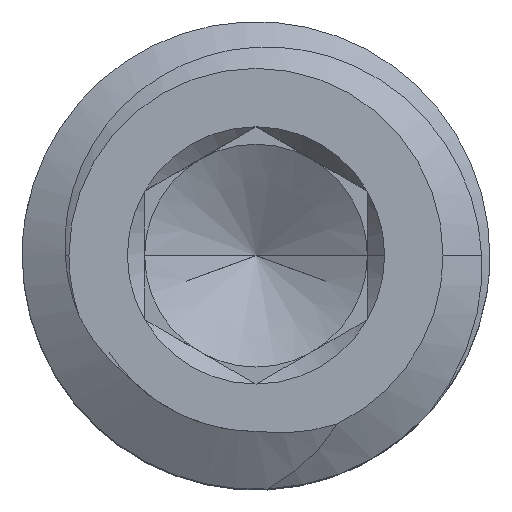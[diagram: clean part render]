
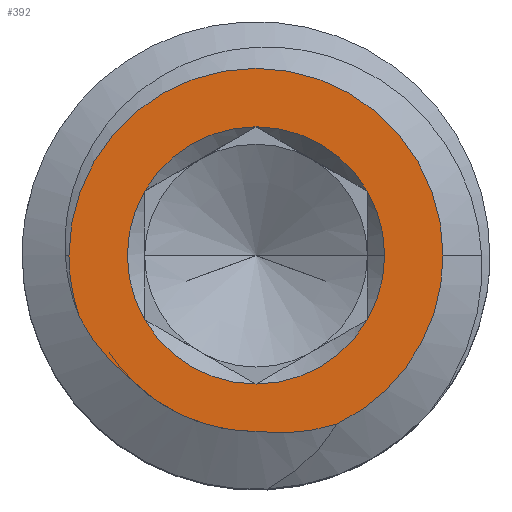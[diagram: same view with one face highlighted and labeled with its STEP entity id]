
A CAD part, top view. The second image highlights one B-rep face of the part: STEP entity #392.
In plain terms, the highlighted planar face has unit normal (0, 0, 1).
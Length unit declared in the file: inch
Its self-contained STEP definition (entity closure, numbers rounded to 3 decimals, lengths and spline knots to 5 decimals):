
#8 = VERTEX_POINT ( 'NONE', #1369 ) ;
#26 = AXIS2_PLACEMENT_3D ( 'NONE', #2673, #82, #2461 ) ;
#30 = AXIS2_PLACEMENT_3D ( 'NONE', #1543, #1320, #1444 ) ;
#41 = VERTEX_POINT ( 'NONE', #1157 ) ;
#82 = DIRECTION ( 'NONE',  ( 0., 0., 1. ) ) ;
#89 = ORIENTED_EDGE ( 'NONE', *, *, #328, .F. ) ;
#112 = PLANE ( 'NONE',  #2323 ) ;
#148 = CARTESIAN_POINT ( 'NONE',  ( -0.03906, -0.02255, 0.125 ) ) ;
#162 = ORIENTED_EDGE ( 'NONE', *, *, #1562, .F. ) ;
#176 = DIRECTION ( 'NONE',  ( -1., 0., 0. ) ) ;
#242 = CARTESIAN_POINT ( 'NONE',  ( -0.01988, -0.05855, 0.125 ) ) ;
#263 = VERTEX_POINT ( 'NONE', #148 ) ;
#304 = CARTESIAN_POINT ( 'NONE',  ( 0., 0., 0.125 ) ) ;
#307 = CIRCLE ( 'NONE', #347, 0.04511 ) ;
#328 = EDGE_CURVE ( 'NONE', #41, #8, #307, .T. ) ;
#333 = CARTESIAN_POINT ( 'NONE',  ( -0.03106, -0.05392, 0.125 ) ) ;
#344 = EDGE_CURVE ( 'NONE', #1941, #1635, #1587, .T. ) ;
#347 = AXIS2_PLACEMENT_3D ( 'NONE', #1348, #726, #1272 ) ;
#350 = EDGE_CURVE ( 'NONE', #1811, #523, #568, .T. ) ;
#363 = EDGE_CURVE ( 'NONE', #523, #2680, #1794, .T. ) ;
#392 = ADVANCED_FACE ( 'NONE', ( #822, #1998 ), #112, .T. ) ;
#397 = ORIENTED_EDGE ( 'NONE', *, *, #2474, .F. ) ;
#475 = CARTESIAN_POINT ( 'NONE',  ( 0., 0., 0.125 ) ) ;
#509 = CARTESIAN_POINT ( 'NONE',  ( 0., -0.0617, 0.125 ) ) ;
#523 = VERTEX_POINT ( 'NONE', #1659 ) ;
#560 = CARTESIAN_POINT ( 'NONE',  ( -0.03906, 0.02255, 0.125 ) ) ;
#562 = AXIS2_PLACEMENT_3D ( 'NONE', #2032, #1579, #1346 ) ;
#568 = CIRCLE ( 'NONE', #30, 0.0656 ) ;
#569 = ORIENTED_EDGE ( 'NONE', *, *, #763, .F. ) ;
#613 = EDGE_CURVE ( 'NONE', #263, #2502, #633, .T. ) ;
#618 = VERTEX_POINT ( 'NONE', #560 ) ;
#633 = CIRCLE ( 'NONE', #1825, 0.04511 ) ;
#653 = CARTESIAN_POINT ( 'NONE',  ( -0.05712, -0.02991, 0.125 ) ) ;
#656 = CARTESIAN_POINT ( 'NONE',  ( 0., -0.0617, 0.125 ) ) ;
#658 = CARTESIAN_POINT ( 'NONE',  ( 0., 0., 0.125 ) ) ;
#703 = B_SPLINE_CURVE_WITH_KNOTS ( 'NONE', 3,
 ( #509, #1714, #1165, #2485, #1530, #2305 ),
 .UNSPECIFIED., .F., .F.,
 ( 4, 2, 4 ),
 ( 0., 0.00037, 0.00073 ),
 .UNSPECIFIED. ) ;
#726 = DIRECTION ( 'NONE',  ( 0., 0., 1. ) ) ;
#736 = DIRECTION ( 'NONE',  ( 1., 0., 0. ) ) ;
#763 = EDGE_CURVE ( 'NONE', #618, #263, #2159, .T. ) ;
#769 = CARTESIAN_POINT ( 'NONE',  ( 0.04511, 0., 0.125 ) ) ;
#775 = B_SPLINE_CURVE_WITH_KNOTS ( 'NONE', 3,
 ( #2373, #789, #653, #1410, #2186, #1822 ),
 .UNSPECIFIED., .F., .F.,
 ( 4, 2, 4 ),
 ( 0.00031, 0.00067, 0.00104 ),
 .UNSPECIFIED. ) ;
#789 = CARTESIAN_POINT ( 'NONE',  ( -0.0598, -0.02581, 0.125 ) ) ;
#822 = FACE_BOUND ( 'NONE', #2583, .T. ) ;
#941 = AXIS2_PLACEMENT_3D ( 'NONE', #2624, #2274, #2549 ) ;
#952 = CARTESIAN_POINT ( 'NONE',  ( 0., 0., 0.125 ) ) ;
#978 = CARTESIAN_POINT ( 'NONE',  ( -0.06196, -0.02153, 0.125 ) ) ;
#1039 = CIRCLE ( 'NONE', #562, 0.04511 ) ;
#1155 = CIRCLE ( 'NONE', #2508, 0.04511 ) ;
#1157 = CARTESIAN_POINT ( 'NONE',  ( 0.03906, 0.02255, 0.125 ) ) ;
#1165 = CARTESIAN_POINT ( 'NONE',  ( 0.00963, -0.06243, 0.125 ) ) ;
#1170 = AXIS2_PLACEMENT_3D ( 'NONE', #2002, #2715, #736 ) ;
#1179 = CARTESIAN_POINT ( 'NONE',  ( -0.00407, -0.0617, 0.125 ) ) ;
#1187 = DIRECTION ( 'NONE',  ( 0., 0., 1. ) ) ;
#1236 = CARTESIAN_POINT ( 'NONE',  ( 0., -0.04511, 0.125 ) ) ;
#1272 = DIRECTION ( 'NONE',  ( 1., 0., 0. ) ) ;
#1283 = ORIENTED_EDGE ( 'NONE', *, *, #363, .F. ) ;
#1301 = AXIS2_PLACEMENT_3D ( 'NONE', #475, #2711, #2042 ) ;
#1320 = DIRECTION ( 'NONE',  ( 0., 0., -1. ) ) ;
#1346 = DIRECTION ( 'NONE',  ( 1., 0., 0. ) ) ;
#1348 = CARTESIAN_POINT ( 'NONE',  ( 0., 0., 0.125 ) ) ;
#1369 = CARTESIAN_POINT ( 'NONE',  ( 0., 0.04511, 0.125 ) ) ;
#1399 = VERTEX_POINT ( 'NONE', #1730 ) ;
#1401 = AXIS2_PLACEMENT_3D ( 'NONE', #304, #2589, #176 ) ;
#1410 = CARTESIAN_POINT ( 'NONE',  ( -0.05096, -0.03733, 0.125 ) ) ;
#1444 = DIRECTION ( 'NONE',  ( -1., 0., 0. ) ) ;
#1504 = EDGE_CURVE ( 'NONE', #1811, #1941, #775, .T. ) ;
#1530 = CARTESIAN_POINT ( 'NONE',  ( 0.02402, -0.06054, 0.125 ) ) ;
#1537 = CARTESIAN_POINT ( 'NONE',  ( -0.03787, -0.04939, 0.125 ) ) ;
#1541 = EDGE_CURVE ( 'NONE', #2561, #1950, #1155, .T. ) ;
#1543 = CARTESIAN_POINT ( 'NONE',  ( 0., 0., 0.125 ) ) ;
#1562 = EDGE_CURVE ( 'NONE', #1950, #41, #2550, .T. ) ;
#1579 = DIRECTION ( 'NONE',  ( 0., 0., 1. ) ) ;
#1587 = B_SPLINE_CURVE_WITH_KNOTS ( 'NONE', 3,
 ( #2404, #1537, #333, #242, #2538, #1676, #1179, #2751 ),
 .UNSPECIFIED., .F., .F.,
 ( 4, 2, 2, 4 ),
 ( 0., 0.00062, 0.00093, 0.00124 ),
 .UNSPECIFIED. ) ;
#1635 = VERTEX_POINT ( 'NONE', #656 ) ;
#1659 = CARTESIAN_POINT ( 'NONE',  ( -0.0656, 0., 0.125 ) ) ;
#1676 = CARTESIAN_POINT ( 'NONE',  ( -0.00808, -0.0613, 0.125 ) ) ;
#1681 = DIRECTION ( 'NONE',  ( 1., 0., 0. ) ) ;
#1691 = CARTESIAN_POINT ( 'NONE',  ( 0.03906, -0.02255, 0.125 ) ) ;
#1714 = CARTESIAN_POINT ( 'NONE',  ( 0.00483, -0.06234, 0.125 ) ) ;
#1730 = CARTESIAN_POINT ( 'NONE',  ( 0.02859, -0.05904, 0.125 ) ) ;
#1794 = CIRCLE ( 'NONE', #1301, 0.0656 ) ;
#1811 = VERTEX_POINT ( 'NONE', #978 ) ;
#1822 = CARTESIAN_POINT ( 'NONE',  ( -0.04363, -0.04363, 0.125 ) ) ;
#1825 = AXIS2_PLACEMENT_3D ( 'NONE', #2705, #2660, #1897 ) ;
#1849 = CARTESIAN_POINT ( 'NONE',  ( -0.04363, -0.04363, 0.125 ) ) ;
#1862 = EDGE_CURVE ( 'NONE', #1635, #1399, #703, .T. ) ;
#1867 = ORIENTED_EDGE ( 'NONE', *, *, #350, .F. ) ;
#1880 = EDGE_CURVE ( 'NONE', #8, #618, #1039, .T. ) ;
#1897 = DIRECTION ( 'NONE',  ( 1., 0., 0. ) ) ;
#1926 = CIRCLE ( 'NONE', #1170, 0.04511 ) ;
#1941 = VERTEX_POINT ( 'NONE', #1849 ) ;
#1950 = VERTEX_POINT ( 'NONE', #769 ) ;
#1955 = EDGE_LOOP ( 'NONE', ( #2368, #2008, #2184, #1283, #1867, #2336 ) ) ;
#1957 = DIRECTION ( 'NONE',  ( 0., 0., 1. ) ) ;
#1998 = FACE_OUTER_BOUND ( 'NONE', #1955, .T. ) ;
#2002 = CARTESIAN_POINT ( 'NONE',  ( 0., 0., 0.125 ) ) ;
#2008 = ORIENTED_EDGE ( 'NONE', *, *, #1862, .T. ) ;
#2018 = CARTESIAN_POINT ( 'NONE',  ( 0.0656, 0., 0.125 ) ) ;
#2022 = ORIENTED_EDGE ( 'NONE', *, *, #1541, .F. ) ;
#2032 = CARTESIAN_POINT ( 'NONE',  ( 0., 0., 0.125 ) ) ;
#2042 = DIRECTION ( 'NONE',  ( -1., 0., 0. ) ) ;
#2159 = CIRCLE ( 'NONE', #941, 0.04511 ) ;
#2184 = ORIENTED_EDGE ( 'NONE', *, *, #2303, .F. ) ;
#2186 = CARTESIAN_POINT ( 'NONE',  ( -0.04749, -0.04067, 0.125 ) ) ;
#2234 = DIRECTION ( 'NONE',  ( 1., 0., 0. ) ) ;
#2274 = DIRECTION ( 'NONE',  ( 0., 0., 1. ) ) ;
#2299 = CIRCLE ( 'NONE', #1401, 0.0656 ) ;
#2303 = EDGE_CURVE ( 'NONE', #2680, #1399, #2299, .T. ) ;
#2305 = CARTESIAN_POINT ( 'NONE',  ( 0.02859, -0.05904, 0.125 ) ) ;
#2323 = AXIS2_PLACEMENT_3D ( 'NONE', #952, #1187, #1681 ) ;
#2336 = ORIENTED_EDGE ( 'NONE', *, *, #1504, .T. ) ;
#2368 = ORIENTED_EDGE ( 'NONE', *, *, #344, .T. ) ;
#2373 = CARTESIAN_POINT ( 'NONE',  ( -0.06196, -0.02153, 0.125 ) ) ;
#2404 = CARTESIAN_POINT ( 'NONE',  ( -0.04363, -0.04363, 0.125 ) ) ;
#2461 = DIRECTION ( 'NONE',  ( 1., 0., 0. ) ) ;
#2474 = EDGE_CURVE ( 'NONE', #2502, #2561, #1926, .T. ) ;
#2485 = CARTESIAN_POINT ( 'NONE',  ( 0.01921, -0.06154, 0.125 ) ) ;
#2502 = VERTEX_POINT ( 'NONE', #1236 ) ;
#2508 = AXIS2_PLACEMENT_3D ( 'NONE', #658, #1957, #2234 ) ;
#2538 = CARTESIAN_POINT ( 'NONE',  ( -0.01596, -0.05974, 0.125 ) ) ;
#2549 = DIRECTION ( 'NONE',  ( 1., 0., 0. ) ) ;
#2550 = CIRCLE ( 'NONE', #26, 0.04511 ) ;
#2552 = ORIENTED_EDGE ( 'NONE', *, *, #613, .F. ) ;
#2561 = VERTEX_POINT ( 'NONE', #1691 ) ;
#2583 = EDGE_LOOP ( 'NONE', ( #89, #162, #2022, #397, #2552, #569, #2674 ) ) ;
#2589 = DIRECTION ( 'NONE',  ( 0., 0., -1. ) ) ;
#2624 = CARTESIAN_POINT ( 'NONE',  ( 0., 0., 0.125 ) ) ;
#2660 = DIRECTION ( 'NONE',  ( 0., 0., 1. ) ) ;
#2673 = CARTESIAN_POINT ( 'NONE',  ( 0., 0., 0.125 ) ) ;
#2674 = ORIENTED_EDGE ( 'NONE', *, *, #1880, .F. ) ;
#2680 = VERTEX_POINT ( 'NONE', #2018 ) ;
#2705 = CARTESIAN_POINT ( 'NONE',  ( 0., 0., 0.125 ) ) ;
#2711 = DIRECTION ( 'NONE',  ( 0., 0., -1. ) ) ;
#2715 = DIRECTION ( 'NONE',  ( 0., 0., 1. ) ) ;
#2751 = CARTESIAN_POINT ( 'NONE',  ( 0., -0.0617, 0.125 ) ) ;
